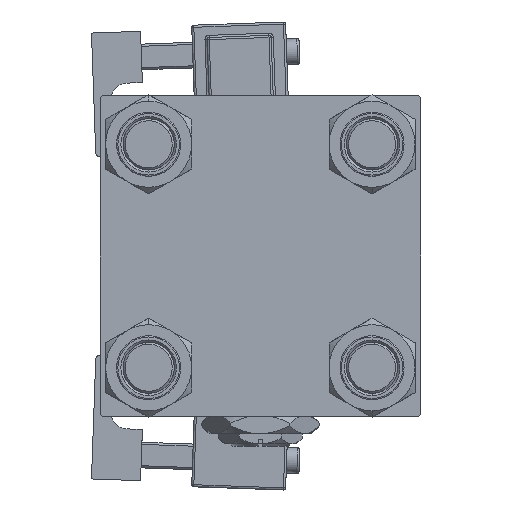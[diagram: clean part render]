
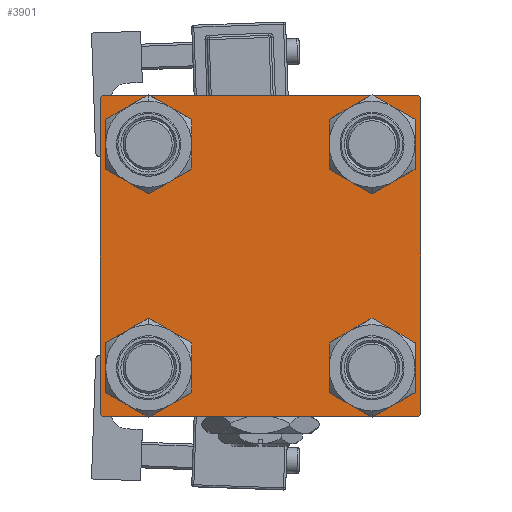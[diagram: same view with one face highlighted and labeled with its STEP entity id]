
A CAD part, left-side view. The second image highlights one B-rep face of the part: STEP entity #3901.
In plain terms, the highlighted planar face has unit normal (-1, 0, 0).
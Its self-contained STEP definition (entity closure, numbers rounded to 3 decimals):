
#319 = CARTESIAN_POINT ( 'NONE',  ( 0., 37.5, -37.5 ) ) ;
#689 = EDGE_CURVE ( 'NONE', #24212, #45393, #27202, .T. ) ;
#1009 = CARTESIAN_POINT ( 'NONE',  ( 0., -26.15, -19.65 ) ) ;
#1383 = EDGE_LOOP ( 'NONE', ( #21532, #22029 ) ) ;
#2167 = FACE_BOUND ( 'NONE', #1383, .T. ) ;
#2297 = ORIENTED_EDGE ( 'NONE', *, *, #31447, .T. ) ;
#2440 = PLANE ( 'NONE',  #49538 ) ;
#2627 = VECTOR ( 'NONE', #37323, 1000. ) ;
#2977 = VERTEX_POINT ( 'NONE', #30788 ) ;
#3575 = CARTESIAN_POINT ( 'NONE',  ( 0., 26.15, 26.15 ) ) ;
#3762 = EDGE_LOOP ( 'NONE', ( #36343, #25700 ) ) ;
#3901 = ADVANCED_FACE ( 'NONE', ( #2167, #52973, #6066, #6628, #23564 ), #2440, .T. ) ;
#4155 = EDGE_CURVE ( 'NONE', #39079, #42718, #38533, .T. ) ;
#4268 = EDGE_CURVE ( 'NONE', #46923, #21888, #51310, .T. ) ;
#5565 = DIRECTION ( 'NONE',  ( 0., 0., 1. ) ) ;
#6050 = VERTEX_POINT ( 'NONE', #13536 ) ;
#6066 = FACE_BOUND ( 'NONE', #27960, .T. ) ;
#6493 = EDGE_CURVE ( 'NONE', #35471, #12113, #15122, .T. ) ;
#6628 = FACE_BOUND ( 'NONE', #3762, .T. ) ;
#7163 = CIRCLE ( 'NONE', #16048, 6.5 ) ;
#7338 = CARTESIAN_POINT ( 'NONE',  ( 0., -37.25, -37.25 ) ) ;
#7598 = DIRECTION ( 'NONE',  ( 0., -0.707, 0.707 ) ) ;
#8257 = CARTESIAN_POINT ( 'NONE',  ( 0., 37.5, 37. ) ) ;
#8533 = EDGE_CURVE ( 'NONE', #47673, #6050, #42322, .T. ) ;
#8611 = EDGE_CURVE ( 'NONE', #39079, #12113, #30906, .T. ) ;
#8853 = EDGE_CURVE ( 'NONE', #21888, #46923, #7163, .T. ) ;
#8989 = DIRECTION ( 'NONE',  ( 0., 0., -1. ) ) ;
#9457 = DIRECTION ( 'NONE',  ( 1., 0., 0. ) ) ;
#9888 = CARTESIAN_POINT ( 'NONE',  ( 0., -37., -37.5 ) ) ;
#10134 = CARTESIAN_POINT ( 'NONE',  ( 0., 26.15, 32.65 ) ) ;
#10153 = AXIS2_PLACEMENT_3D ( 'NONE', #38029, #25236, #13302 ) ;
#10341 = CARTESIAN_POINT ( 'NONE',  ( 0., -37.25, 37.25 ) ) ;
#10794 = CARTESIAN_POINT ( 'NONE',  ( 0., -26.15, 19.65 ) ) ;
#11928 = DIRECTION ( 'NONE',  ( 0., 0., 1. ) ) ;
#12013 = VECTOR ( 'NONE', #53874, 1000. ) ;
#12113 = VERTEX_POINT ( 'NONE', #39047 ) ;
#12375 = ORIENTED_EDGE ( 'NONE', *, *, #6493, .F. ) ;
#13302 = DIRECTION ( 'NONE',  ( 0., 0., 1. ) ) ;
#13536 = CARTESIAN_POINT ( 'NONE',  ( 0., 37.5, -37. ) ) ;
#14020 = VERTEX_POINT ( 'NONE', #1009 ) ;
#14904 = ORIENTED_EDGE ( 'NONE', *, *, #4268, .T. ) ;
#15122 = LINE ( 'NONE', #28706, #2627 ) ;
#16048 = AXIS2_PLACEMENT_3D ( 'NONE', #47495, #9457, #5565 ) ;
#16113 = CARTESIAN_POINT ( 'NONE',  ( 0., 26.15, 26.15 ) ) ;
#16204 = EDGE_CURVE ( 'NONE', #14020, #50019, #17093, .T. ) ;
#16797 = ORIENTED_EDGE ( 'NONE', *, *, #16204, .T. ) ;
#17093 = CIRCLE ( 'NONE', #43714, 6.5 ) ;
#18575 = EDGE_CURVE ( 'NONE', #2977, #42537, #46422, .T. ) ;
#18643 = EDGE_CURVE ( 'NONE', #38467, #48373, #46421, .T. ) ;
#19391 = CARTESIAN_POINT ( 'NONE',  ( 0., 0., 0. ) ) ;
#19814 = CARTESIAN_POINT ( 'NONE',  ( 0., 26.15, -26.15 ) ) ;
#20210 = AXIS2_PLACEMENT_3D ( 'NONE', #48423, #39823, #27051 ) ;
#20479 = VECTOR ( 'NONE', #8989, 1000. ) ;
#20524 = DIRECTION ( 'NONE',  ( 1., 0., 0. ) ) ;
#20617 = DIRECTION ( 'NONE',  ( 0., -1., 0. ) ) ;
#20841 = EDGE_CURVE ( 'NONE', #48373, #38467, #51842, .T. ) ;
#21532 = ORIENTED_EDGE ( 'NONE', *, *, #20841, .T. ) ;
#21723 = EDGE_CURVE ( 'NONE', #35471, #47673, #25044, .T. ) ;
#21888 = VERTEX_POINT ( 'NONE', #28064 ) ;
#22029 = ORIENTED_EDGE ( 'NONE', *, *, #18643, .T. ) ;
#22230 = CARTESIAN_POINT ( 'NONE',  ( 0., 26.15, 19.65 ) ) ;
#22881 = VECTOR ( 'NONE', #26019, 1000. ) ;
#23511 = VECTOR ( 'NONE', #46420, 1000. ) ;
#23564 = FACE_OUTER_BOUND ( 'NONE', #42948, .T. ) ;
#23693 = CARTESIAN_POINT ( 'NONE',  ( 0., 26.15, -19.65 ) ) ;
#23983 = DIRECTION ( 'NONE',  ( 0., 0., 1. ) ) ;
#24037 = CARTESIAN_POINT ( 'NONE',  ( 0., -37.5, -37. ) ) ;
#24212 = VERTEX_POINT ( 'NONE', #10134 ) ;
#25044 = LINE ( 'NONE', #29487, #23511 ) ;
#25236 = DIRECTION ( 'NONE',  ( 1., 0., 0. ) ) ;
#25700 = ORIENTED_EDGE ( 'NONE', *, *, #49804, .T. ) ;
#26019 = DIRECTION ( 'NONE',  ( 0., 0., -1. ) ) ;
#26140 = CARTESIAN_POINT ( 'NONE',  ( 0., -26.15, 26.15 ) ) ;
#26152 = EDGE_CURVE ( 'NONE', #6050, #2977, #36969, .T. ) ;
#26922 = VECTOR ( 'NONE', #20617, 1000. ) ;
#27051 = DIRECTION ( 'NONE',  ( 0., 0., 1. ) ) ;
#27086 = ORIENTED_EDGE ( 'NONE', *, *, #21723, .T. ) ;
#27202 = CIRCLE ( 'NONE', #39743, 6.5 ) ;
#27347 = CARTESIAN_POINT ( 'NONE',  ( 0., 37., 37.5 ) ) ;
#27960 = EDGE_LOOP ( 'NONE', ( #14904, #36584 ) ) ;
#27997 = CARTESIAN_POINT ( 'NONE',  ( 0., -26.15, -32.65 ) ) ;
#28064 = CARTESIAN_POINT ( 'NONE',  ( 0., 26.15, -32.65 ) ) ;
#28706 = CARTESIAN_POINT ( 'NONE',  ( 0., 37.5, 37.5 ) ) ;
#28889 = CARTESIAN_POINT ( 'NONE',  ( 0., 37.25, -37.25 ) ) ;
#29440 = CARTESIAN_POINT ( 'NONE',  ( 0., -37.5, 37. ) ) ;
#29487 = CARTESIAN_POINT ( 'NONE',  ( 0., 37.25, 37.25 ) ) ;
#29721 = VECTOR ( 'NONE', #7598, 1000. ) ;
#29793 = DIRECTION ( 'NONE',  ( 1., 0., 0. ) ) ;
#30788 = CARTESIAN_POINT ( 'NONE',  ( 0., 37., -37.5 ) ) ;
#30906 = LINE ( 'NONE', #10341, #31102 ) ;
#31102 = VECTOR ( 'NONE', #31459, 1000. ) ;
#31447 = EDGE_CURVE ( 'NONE', #42537, #42718, #40955, .T. ) ;
#31459 = DIRECTION ( 'NONE',  ( 0., 0.707, 0.707 ) ) ;
#33292 = DIRECTION ( 'NONE',  ( 0., 0., 1. ) ) ;
#35471 = VERTEX_POINT ( 'NONE', #27347 ) ;
#35686 = ORIENTED_EDGE ( 'NONE', *, *, #26152, .T. ) ;
#36343 = ORIENTED_EDGE ( 'NONE', *, *, #689, .T. ) ;
#36356 = DIRECTION ( 'NONE',  ( -1., 0., 0. ) ) ;
#36584 = ORIENTED_EDGE ( 'NONE', *, *, #8853, .T. ) ;
#36969 = LINE ( 'NONE', #28889, #12013 ) ;
#37323 = DIRECTION ( 'NONE',  ( 0., -1., 0. ) ) ;
#37562 = AXIS2_PLACEMENT_3D ( 'NONE', #26140, #48063, #39469 ) ;
#37873 = ORIENTED_EDGE ( 'NONE', *, *, #38528, .T. ) ;
#38029 = CARTESIAN_POINT ( 'NONE',  ( 0., -26.15, 26.15 ) ) ;
#38467 = VERTEX_POINT ( 'NONE', #10794 ) ;
#38528 = EDGE_CURVE ( 'NONE', #50019, #14020, #44142, .T. ) ;
#38533 = LINE ( 'NONE', #44262, #22881 ) ;
#39047 = CARTESIAN_POINT ( 'NONE',  ( 0., -37., 37.5 ) ) ;
#39079 = VERTEX_POINT ( 'NONE', #29440 ) ;
#39469 = DIRECTION ( 'NONE',  ( 0., 0., 1. ) ) ;
#39743 = AXIS2_PLACEMENT_3D ( 'NONE', #3575, #20524, #33292 ) ;
#39823 = DIRECTION ( 'NONE',  ( 1., 0., 0. ) ) ;
#40789 = DIRECTION ( 'NONE',  ( 0., 0., 1. ) ) ;
#40955 = LINE ( 'NONE', #7338, #29721 ) ;
#40997 = AXIS2_PLACEMENT_3D ( 'NONE', #16113, #49980, #11928 ) ;
#42301 = CARTESIAN_POINT ( 'NONE',  ( 0., -26.15, -26.15 ) ) ;
#42322 = LINE ( 'NONE', #47023, #20479 ) ;
#42537 = VERTEX_POINT ( 'NONE', #9888 ) ;
#42718 = VERTEX_POINT ( 'NONE', #24037 ) ;
#42948 = EDGE_LOOP ( 'NONE', ( #53737, #35686, #50438, #2297, #51240, #43904, #12375, #27086 ) ) ;
#43714 = AXIS2_PLACEMENT_3D ( 'NONE', #42301, #29793, #46725 ) ;
#43904 = ORIENTED_EDGE ( 'NONE', *, *, #8611, .T. ) ;
#44142 = CIRCLE ( 'NONE', #20210, 6.5 ) ;
#44215 = AXIS2_PLACEMENT_3D ( 'NONE', #19814, #48979, #23983 ) ;
#44262 = CARTESIAN_POINT ( 'NONE',  ( 0., -37.5, 37.5 ) ) ;
#45393 = VERTEX_POINT ( 'NONE', #22230 ) ;
#46420 = DIRECTION ( 'NONE',  ( 0., 0.707, -0.707 ) ) ;
#46421 = CIRCLE ( 'NONE', #37562, 6.5 ) ;
#46422 = LINE ( 'NONE', #319, #26922 ) ;
#46725 = DIRECTION ( 'NONE',  ( 0., 0., 1. ) ) ;
#46923 = VERTEX_POINT ( 'NONE', #23693 ) ;
#47023 = CARTESIAN_POINT ( 'NONE',  ( 0., 37.5, 37.5 ) ) ;
#47495 = CARTESIAN_POINT ( 'NONE',  ( 0., 26.15, -26.15 ) ) ;
#47673 = VERTEX_POINT ( 'NONE', #8257 ) ;
#48063 = DIRECTION ( 'NONE',  ( 1., 0., 0. ) ) ;
#48373 = VERTEX_POINT ( 'NONE', #52806 ) ;
#48423 = CARTESIAN_POINT ( 'NONE',  ( 0., -26.15, -26.15 ) ) ;
#48508 = EDGE_LOOP ( 'NONE', ( #16797, #37873 ) ) ;
#48979 = DIRECTION ( 'NONE',  ( 1., 0., 0. ) ) ;
#49538 = AXIS2_PLACEMENT_3D ( 'NONE', #19391, #36356, #40789 ) ;
#49804 = EDGE_CURVE ( 'NONE', #45393, #24212, #54232, .T. ) ;
#49980 = DIRECTION ( 'NONE',  ( 1., 0., 0. ) ) ;
#50019 = VERTEX_POINT ( 'NONE', #27997 ) ;
#50438 = ORIENTED_EDGE ( 'NONE', *, *, #18575, .T. ) ;
#51240 = ORIENTED_EDGE ( 'NONE', *, *, #4155, .F. ) ;
#51310 = CIRCLE ( 'NONE', #44215, 6.5 ) ;
#51842 = CIRCLE ( 'NONE', #10153, 6.5 ) ;
#52806 = CARTESIAN_POINT ( 'NONE',  ( 0., -26.15, 32.65 ) ) ;
#52973 = FACE_BOUND ( 'NONE', #48508, .T. ) ;
#53737 = ORIENTED_EDGE ( 'NONE', *, *, #8533, .T. ) ;
#53874 = DIRECTION ( 'NONE',  ( 0., -0.707, -0.707 ) ) ;
#54232 = CIRCLE ( 'NONE', #40997, 6.5 ) ;
